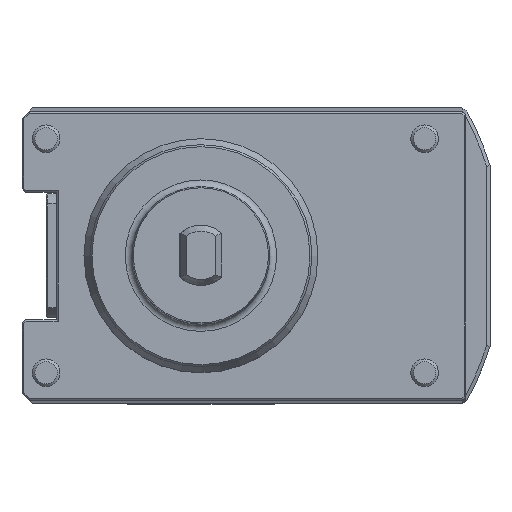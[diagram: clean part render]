
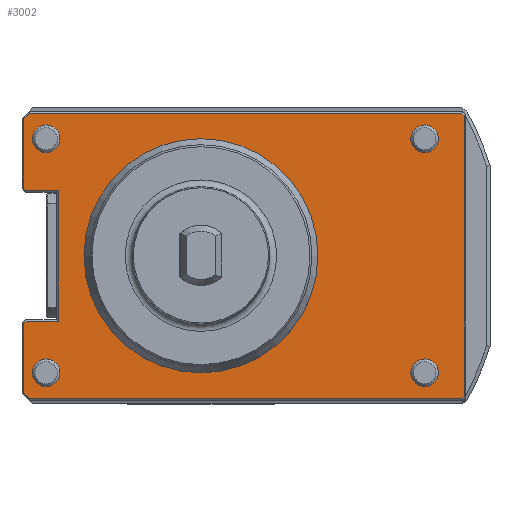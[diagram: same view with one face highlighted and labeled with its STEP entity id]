
A CAD part, top view. The second image highlights one B-rep face of the part: STEP entity #3002.
In plain terms, the highlighted planar face has unit normal (0, 0, 1).
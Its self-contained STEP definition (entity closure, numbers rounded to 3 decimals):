
#165=LINE('',#4964,#334);
#167=LINE('',#4968,#336);
#168=LINE('',#4970,#337);
#171=LINE('',#4976,#340);
#173=LINE('',#4980,#342);
#174=LINE('',#4982,#343);
#212=LINE('',#5135,#381);
#227=LINE('',#5194,#396);
#230=LINE('',#5200,#399);
#232=LINE('',#5204,#401);
#234=LINE('',#5208,#403);
#236=LINE('',#5212,#405);
#239=LINE('',#5218,#408);
#240=LINE('',#5220,#409);
#334=VECTOR('',#3784,1000.);
#336=VECTOR('',#3788,1000.);
#337=VECTOR('',#3791,1000.);
#340=VECTOR('',#3796,1000.);
#342=VECTOR('',#3800,1000.);
#343=VECTOR('',#3803,1000.);
#381=VECTOR('',#3921,1000.);
#396=VECTOR('',#3970,1000.);
#399=VECTOR('',#3979,1000.);
#401=VECTOR('',#3983,1000.);
#403=VECTOR('',#3987,1000.);
#405=VECTOR('',#3991,1000.);
#408=VECTOR('',#3996,1000.);
#409=VECTOR('',#3999,1000.);
#968=ORIENTED_EDGE('',*,*,#1548,.F.);
#969=ORIENTED_EDGE('',*,*,#1549,.F.);
#970=ORIENTED_EDGE('',*,*,#1550,.F.);
#971=ORIENTED_EDGE('',*,*,#1551,.F.);
#972=ORIENTED_EDGE('',*,*,#1547,.T.);
#973=ORIENTED_EDGE('',*,*,#1546,.T.);
#974=ORIENTED_EDGE('',*,*,#1543,.T.);
#975=ORIENTED_EDGE('',*,*,#1541,.T.);
#976=ORIENTED_EDGE('',*,*,#1539,.T.);
#977=ORIENTED_EDGE('',*,*,#1537,.T.);
#978=ORIENTED_EDGE('',*,*,#1509,.T.);
#979=ORIENTED_EDGE('',*,*,#1444,.T.);
#980=ORIENTED_EDGE('',*,*,#1443,.T.);
#981=ORIENTED_EDGE('',*,*,#1441,.T.);
#982=ORIENTED_EDGE('',*,*,#1438,.T.);
#983=ORIENTED_EDGE('',*,*,#1437,.T.);
#984=ORIENTED_EDGE('',*,*,#1435,.T.);
#985=ORIENTED_EDGE('',*,*,#1534,.T.);
#986=ORIENTED_EDGE('',*,*,#1431,.T.);
#1431=EDGE_CURVE('',#1792,#1792,#2008,.T.);
#1435=EDGE_CURVE('',#1793,#1795,#165,.T.);
#1437=EDGE_CURVE('',#1796,#1793,#167,.T.);
#1438=EDGE_CURVE('',#1797,#1796,#168,.T.);
#1441=EDGE_CURVE('',#1798,#1797,#171,.T.);
#1443=EDGE_CURVE('',#1799,#1798,#173,.T.);
#1444=EDGE_CURVE('',#1800,#1799,#174,.T.);
#1509=EDGE_CURVE('',#1839,#1800,#212,.T.);
#1534=EDGE_CURVE('',#1795,#1853,#227,.T.);
#1537=EDGE_CURVE('',#1854,#1839,#230,.T.);
#1539=EDGE_CURVE('',#1855,#1854,#232,.T.);
#1541=EDGE_CURVE('',#1856,#1855,#234,.T.);
#1543=EDGE_CURVE('',#1857,#1856,#236,.T.);
#1546=EDGE_CURVE('',#1858,#1857,#239,.T.);
#1547=EDGE_CURVE('',#1853,#1858,#240,.T.);
#1548=EDGE_CURVE('',#1859,#1859,#2032,.T.);
#1549=EDGE_CURVE('',#1860,#1860,#2033,.T.);
#1550=EDGE_CURVE('',#1861,#1861,#2034,.T.);
#1551=EDGE_CURVE('',#1862,#1862,#2035,.T.);
#1792=VERTEX_POINT('',#4956);
#1793=VERTEX_POINT('',#4959);
#1795=VERTEX_POINT('',#4963);
#1796=VERTEX_POINT('',#4967);
#1797=VERTEX_POINT('',#4971);
#1798=VERTEX_POINT('',#4975);
#1799=VERTEX_POINT('',#4979);
#1800=VERTEX_POINT('',#4983);
#1839=VERTEX_POINT('',#5136);
#1853=VERTEX_POINT('',#5193);
#1854=VERTEX_POINT('',#5201);
#1855=VERTEX_POINT('',#5205);
#1856=VERTEX_POINT('',#5209);
#1857=VERTEX_POINT('',#5213);
#1858=VERTEX_POINT('',#5217);
#1859=VERTEX_POINT('',#5223);
#1860=VERTEX_POINT('',#5225);
#1861=VERTEX_POINT('',#5227);
#1862=VERTEX_POINT('',#5229);
#2008=CIRCLE('',#3223,33.972);
#2032=CIRCLE('',#3296,4.);
#2033=CIRCLE('',#3297,4.);
#2034=CIRCLE('',#3298,4.);
#2035=CIRCLE('',#3299,4.);
#2262=EDGE_LOOP('',(#968));
#2263=EDGE_LOOP('',(#969));
#2264=EDGE_LOOP('',(#970));
#2265=EDGE_LOOP('',(#971));
#2266=EDGE_LOOP('',(#972,#973,#974,#975,#976,#977,#978,#979,#980,#981,#982,
#983,#984,#985));
#2267=EDGE_LOOP('',(#986));
#2590=FACE_BOUND('',#2262,.T.);
#2591=FACE_BOUND('',#2263,.T.);
#2592=FACE_BOUND('',#2264,.T.);
#2593=FACE_BOUND('',#2265,.T.);
#2594=FACE_BOUND('',#2266,.T.);
#2595=FACE_BOUND('',#2267,.T.);
#2861=PLANE('',#3295);
#3002=ADVANCED_FACE('',(#2590,#2591,#2592,#2593,#2594,#2595),#2861,.T.);
#3223=AXIS2_PLACEMENT_3D('',#4955,#3777,#3778);
#3295=AXIS2_PLACEMENT_3D('',#5221,#4000,#4001);
#3296=AXIS2_PLACEMENT_3D('',#5222,#4002,#4003);
#3297=AXIS2_PLACEMENT_3D('',#5224,#4004,#4005);
#3298=AXIS2_PLACEMENT_3D('',#5226,#4006,#4007);
#3299=AXIS2_PLACEMENT_3D('',#5228,#4008,#4009);
#3777=DIRECTION('',(0.,0.,-1.));
#3778=DIRECTION('',(1.,0.,0.));
#3784=DIRECTION('',(0.702,0.712,0.));
#3788=DIRECTION('',(1.,0.,0.));
#3791=DIRECTION('',(0.707,-0.707,0.));
#3796=DIRECTION('',(0.,-1.,0.));
#3800=DIRECTION('',(-0.707,-0.707,0.));
#3803=DIRECTION('',(-1.,0.,0.));
#3921=DIRECTION('',(0.,-1.,0.));
#3970=DIRECTION('',(0.,1.,0.));
#3979=DIRECTION('',(1.,0.,0.));
#3983=DIRECTION('',(0.707,-0.707,0.));
#3987=DIRECTION('',(0.,-1.,0.));
#3991=DIRECTION('',(-0.707,-0.707,0.));
#3996=DIRECTION('',(-1.,0.,0.));
#3999=DIRECTION('',(-0.702,0.712,0.));
#4000=DIRECTION('',(0.,0.,1.));
#4001=DIRECTION('',(-1.,0.,0.));
#4002=DIRECTION('',(0.,0.,1.));
#4003=DIRECTION('',(1.,0.,0.));
#4004=DIRECTION('',(0.,0.,1.));
#4005=DIRECTION('',(1.,0.,0.));
#4006=DIRECTION('',(0.,0.,1.));
#4007=DIRECTION('',(1.,0.,0.));
#4008=DIRECTION('',(0.,0.,1.));
#4009=DIRECTION('',(1.,0.,0.));
#4955=CARTESIAN_POINT('',(0.,0.,0.));
#4956=CARTESIAN_POINT('',(33.972,0.,0.));
#4959=CARTESIAN_POINT('',(75.791,-41.5,0.));
#4963=CARTESIAN_POINT('',(76.5,-40.78,0.));
#4964=CARTESIAN_POINT('',(76.937,-40.336,0.));
#4967=CARTESIAN_POINT('',(-49.793,-41.5,0.));
#4968=CARTESIAN_POINT('',(35.979,-41.5,0.));
#4970=CARTESIAN_POINT('',(-27.657,-63.636,0.));
#4971=CARTESIAN_POINT('',(-51.5,-39.793,0.));
#4975=CARTESIAN_POINT('',(-51.5,-19.707,0.));
#4976=CARTESIAN_POINT('',(-51.5,-40.,0.));
#4979=CARTESIAN_POINT('',(-50.793,-19.,0.));
#4980=CARTESIAN_POINT('',(2.093,33.886,0.));
#4982=CARTESIAN_POINT('',(-51.,-19.,0.));
#4983=CARTESIAN_POINT('',(-41.5,-19.,0.));
#5135=CARTESIAN_POINT('',(-41.5,-18.5,0.));
#5136=CARTESIAN_POINT('',(-41.5,19.,0.));
#5193=CARTESIAN_POINT('',(76.5,40.78,0.));
#5194=CARTESIAN_POINT('',(76.5,40.985,0.));
#5200=CARTESIAN_POINT('',(-42.,19.,0.));
#5201=CARTESIAN_POINT('',(-50.793,19.,0.));
#5204=CARTESIAN_POINT('',(2.093,-33.886,0.));
#5205=CARTESIAN_POINT('',(-51.5,19.707,0.));
#5208=CARTESIAN_POINT('',(-51.5,19.5,0.));
#5209=CARTESIAN_POINT('',(-51.5,39.793,0.));
#5212=CARTESIAN_POINT('',(-27.657,63.636,0.));
#5213=CARTESIAN_POINT('',(-49.793,41.5,0.));
#5217=CARTESIAN_POINT('',(75.791,41.5,0.));
#5218=CARTESIAN_POINT('',(-50.,41.5,0.));
#5220=CARTESIAN_POINT('',(76.937,40.336,0.));
#5221=CARTESIAN_POINT('',(35.979,0.,0.));
#5222=CARTESIAN_POINT('',(65.,34.,0.));
#5223=CARTESIAN_POINT('',(69.,34.,0.));
#5224=CARTESIAN_POINT('',(65.,-34.,0.));
#5225=CARTESIAN_POINT('',(69.,-34.,0.));
#5226=CARTESIAN_POINT('',(-45.,34.,0.));
#5227=CARTESIAN_POINT('',(-41.,34.,0.));
#5228=CARTESIAN_POINT('',(-45.,-34.,0.));
#5229=CARTESIAN_POINT('',(-41.,-34.,0.));
